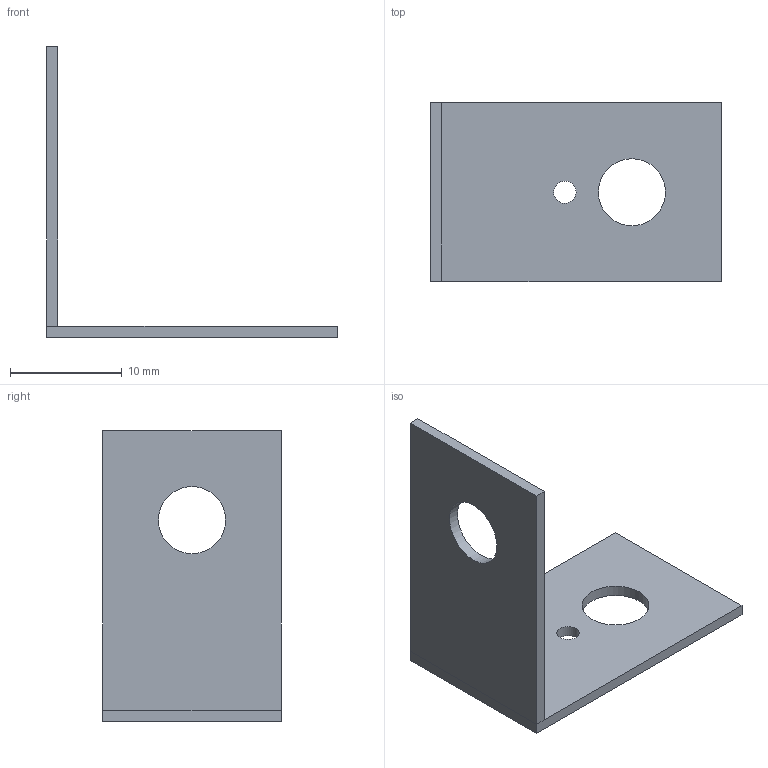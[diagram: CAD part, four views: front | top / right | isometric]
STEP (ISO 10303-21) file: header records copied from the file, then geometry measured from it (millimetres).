
FILE_DESCRIPTION(('FreeCAD Model'),'2;1');
FILE_NAME('LBracketForSpring.step','2018-08-24T06:44:11',('Author'),(''), 'Open CASCADE STEP processor 7.3','FreeCAD','Unknown');
FILE_SCHEMA(('AUTOMOTIVE_DESIGN { 1 0 10303 214 1 1 1 1 }'));
Length unit declared in the file: millimetre
Products named in the file (1): LBracketForSpring
Bounding box: 26 x 16 x 26 mm (x, y, z)
Volume: 756.3 mm3; surface area: 1690.6 mm2
Topology: 1 solids, 1 shells, 14 faces, 32 edges, 20 vertices
Faces by surface type: plane 11, cylinder 3
Full cylindrical faces by diameter (mm): 2 x1, 6 x2
Entity records: 848 total; most frequent: CARTESIAN_POINT 149, DIRECTION 129, LINE 84, VECTOR 84, ORIENTED_EDGE 64, PCURVE 64, DEFINITIONAL_REPRESENTATION 64, EDGE_CURVE 32
